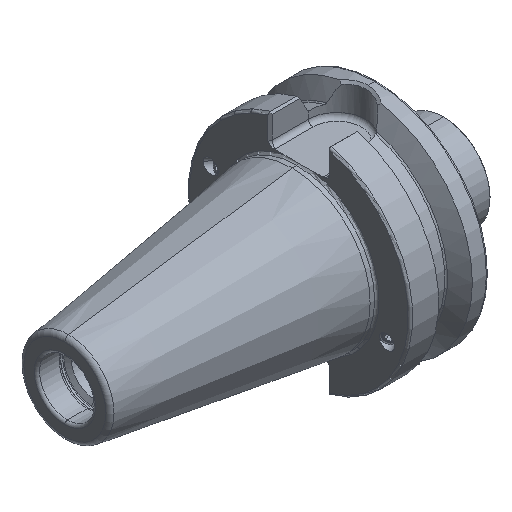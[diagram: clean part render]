
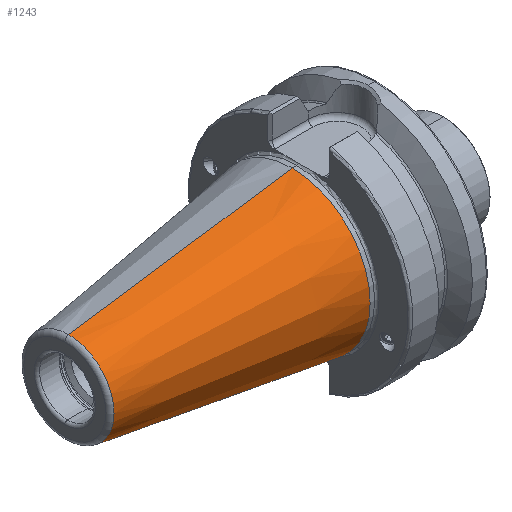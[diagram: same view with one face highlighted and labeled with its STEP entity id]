
A CAD part, isometric view. The second image highlights one B-rep face of the part: STEP entity #1243.
In plain terms, the highlighted conical face has half-angle 8.297 degrees and reference radius 34.925 mm.
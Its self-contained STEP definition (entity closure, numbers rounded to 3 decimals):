
#32 = AXIS2_PLACEMENT_3D ( 'NONE', #207, #4226, #781 ) ;
#152 = LINE ( 'NONE', #1226, #7379 ) ;
#207 = CARTESIAN_POINT ( 'NONE',  ( -100.089, 0., 0. ) ) ;
#431 = EDGE_CURVE ( 'NONE', #1877, #907, #6770, .T. ) ;
#439 = ORIENTED_EDGE ( 'NONE', *, *, #5967, .F. ) ;
#705 = EDGE_CURVE ( 'NONE', #7259, #1877, #152, .T. ) ;
#781 = DIRECTION ( 'NONE',  ( 0., 0., 1. ) ) ;
#907 = VERTEX_POINT ( 'NONE', #4002 ) ;
#1063 = ORIENTED_EDGE ( 'NONE', *, *, #431, .T. ) ;
#1226 = CARTESIAN_POINT ( 'NONE',  ( 0., 0., -34.925 ) ) ;
#1243 = ADVANCED_FACE ( 'NONE', ( #1572 ), #1396, .T. ) ;
#1281 = DIRECTION ( 'NONE',  ( 0.99, 0., -0.144 ) ) ;
#1396 = CONICAL_SURFACE ( 'NONE', #2750, 34.925, 0.145 ) ;
#1524 = CARTESIAN_POINT ( 'NONE',  ( 0., 0., -34.925 ) ) ;
#1572 = FACE_OUTER_BOUND ( 'NONE', #2768, .T. ) ;
#1669 = CARTESIAN_POINT ( 'NONE',  ( 0., 0., 0. ) ) ;
#1718 = DIRECTION ( 'NONE',  ( -1., 0., 0. ) ) ;
#1741 = DIRECTION ( 'NONE',  ( 0., 0., 1. ) ) ;
#1877 = VERTEX_POINT ( 'NONE', #1524 ) ;
#2095 = DIRECTION ( 'NONE',  ( 0.99, 0., 0.144 ) ) ;
#2294 = LINE ( 'NONE', #4359, #5164 ) ;
#2750 = AXIS2_PLACEMENT_3D ( 'NONE', #4985, #6001, #6068 ) ;
#2768 = EDGE_LOOP ( 'NONE', ( #439, #4642, #5789, #1063 ) ) ;
#3026 = CIRCLE ( 'NONE', #32, 20.329 ) ;
#3261 = CARTESIAN_POINT ( 'NONE',  ( -100.089, 0., 20.329 ) ) ;
#4002 = CARTESIAN_POINT ( 'NONE',  ( 0., 0., 34.925 ) ) ;
#4226 = DIRECTION ( 'NONE',  ( -1., 0., 0. ) ) ;
#4359 = CARTESIAN_POINT ( 'NONE',  ( 0., 0., 34.925 ) ) ;
#4642 = ORIENTED_EDGE ( 'NONE', *, *, #4938, .F. ) ;
#4938 = EDGE_CURVE ( 'NONE', #7259, #7278, #3026, .T. ) ;
#4985 = CARTESIAN_POINT ( 'NONE',  ( 0., 0., 0. ) ) ;
#5164 = VECTOR ( 'NONE', #2095, 1000. ) ;
#5529 = CARTESIAN_POINT ( 'NONE',  ( -100.089, 0., -20.329 ) ) ;
#5789 = ORIENTED_EDGE ( 'NONE', *, *, #705, .T. ) ;
#5907 = AXIS2_PLACEMENT_3D ( 'NONE', #1669, #1718, #1741 ) ;
#5967 = EDGE_CURVE ( 'NONE', #7278, #907, #2294, .T. ) ;
#6001 = DIRECTION ( 'NONE',  ( 1., 0., 0. ) ) ;
#6068 = DIRECTION ( 'NONE',  ( 0., 0., -1. ) ) ;
#6770 = CIRCLE ( 'NONE', #5907, 34.925 ) ;
#7259 = VERTEX_POINT ( 'NONE', #5529 ) ;
#7278 = VERTEX_POINT ( 'NONE', #3261 ) ;
#7379 = VECTOR ( 'NONE', #1281, 1000. ) ;
